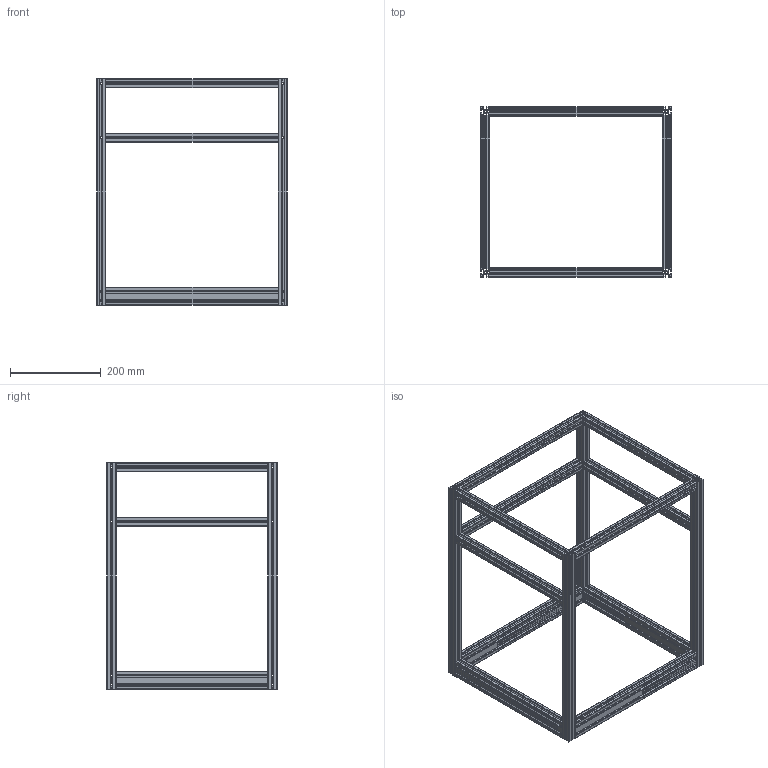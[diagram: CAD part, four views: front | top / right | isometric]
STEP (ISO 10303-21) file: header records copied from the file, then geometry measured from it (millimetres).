
FILE_DESCRIPTION(/* description */ (''),/* implementation_level */ '2;1');
FILE_NAME(/* name */ 'Frame.step',/* time_stamp */ '2024-05-20T15:27:34+02:00',/* author */ (''),/* organization */ (''),/* preprocessor_version */ 'ST-DEVELOPER v20',/* originating_system */ 'Autodesk Translation Framework v13.14.0.145',/* authorisation */ '');
FILE_SCHEMA (('AUTOMOTIVE_DESIGN { 1 0 10303 214 3 1 1 }'));
Length unit declared in the file: millimetre
Products named in the file (7): (Unsaved); Frame; Misumi HFSB5-2020-325-TPW; Misumi HFSB5-2040-340-TPW; Misumi HFSB5-2040-355-TPW; Misumi HFSB5-2020-340-TPW; Misumi HFSB5-2020-420-TPW (3)
Assembly tree (16 placements, depth 3):
  (Unsaved)
    Frame
      Misumi HFSB5-2020-340-TPW  x3
      Misumi HFSB5-2020-325-TPW  x4
      Misumi HFSB5-2040-340-TPW  x2
      Misumi HFSB5-2040-355-TPW  x2
      Misumi HFSB5-2020-420-TPW (3)  x4
Bounding box: 420.03 x 375.03 x 500 mm (x, y, z)
Volume: 1250869 mm3; surface area: 1244835.1 mm2
Topology: 15 solids, 15 shells, 1341 faces, 4285 edges, 2846 vertices
Faces by surface type: plane 1150, cylinder 191
Full cylindrical faces by diameter (mm): 4.2 x8, 5 x91
Entity records: 16336 total; most frequent: CARTESIAN_POINT 2883, ORIENTED_EDGE 2882, DIRECTION 2671, EDGE_CURVE 1441, LINE 1179, VECTOR 1179, VERTEX_POINT 958, AXIS2_PLACEMENT_3D 746
